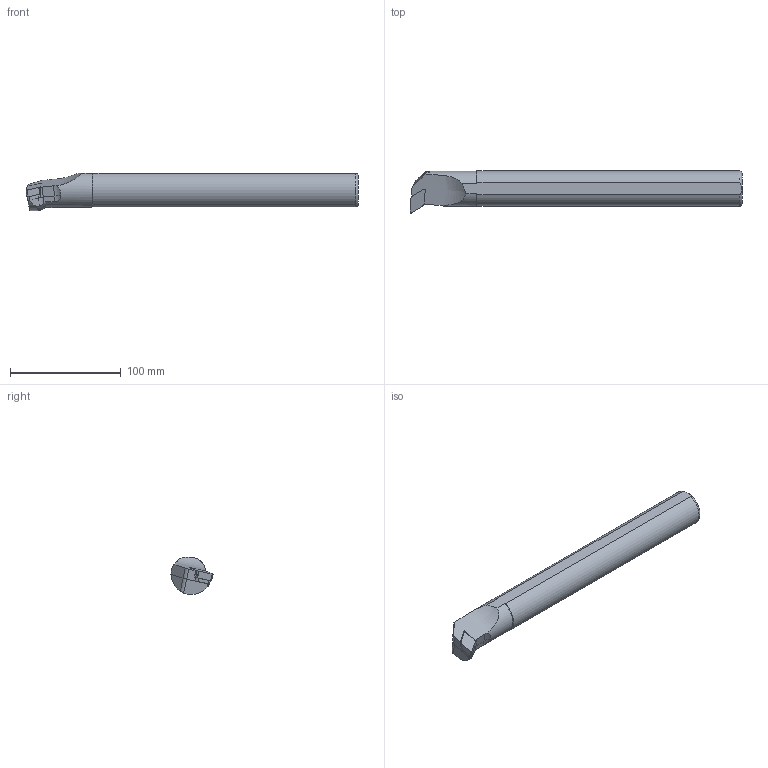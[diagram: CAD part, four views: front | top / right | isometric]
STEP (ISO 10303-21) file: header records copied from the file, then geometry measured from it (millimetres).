
FILE_DESCRIPTION(/* description */ (''),/* implementation_level */ '2;1');
FILE_NAME(/* name */ 'S32T-PDUNR-15.stp',/* time_stamp */ '2023-10-20T18:58:54+03:00',/* author */ (''),/* organization */ (''),/* preprocessor_version */ 'ST-DEVELOPER v19.4',/* originating_system */ 'SIEMENS PLM Software NX2306.3001',/* authorisation */ '');
FILE_SCHEMA (('AUTOMOTIVE_DESIGN { 1 0 10303 214 3 1 1 1 }'));
Length unit declared in the file: millimetre
Products named in the file (1): S32T-PDUNR-15
Bounding box: 300 x 38 x 33.48 mm (x, y, z)
Volume: 226274.6 mm3; surface area: 31562.6 mm2
Topology: 2 solids, 2 shells, 57 faces, 148 edges, 95 vertices
Faces by surface type: plane 28, cylinder 24, cone 3, torus 1, bspline 1
Entity records: 2150 total; most frequent: CARTESIAN_POINT 653, ORIENTED_EDGE 292, DIRECTION 278, EDGE_CURVE 146, AXIS2_PLACEMENT_3D 103, VERTEX_POINT 94, LINE 72, VECTOR 72
